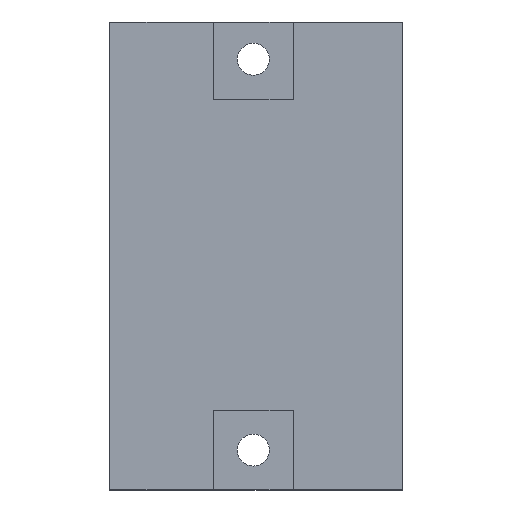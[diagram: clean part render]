
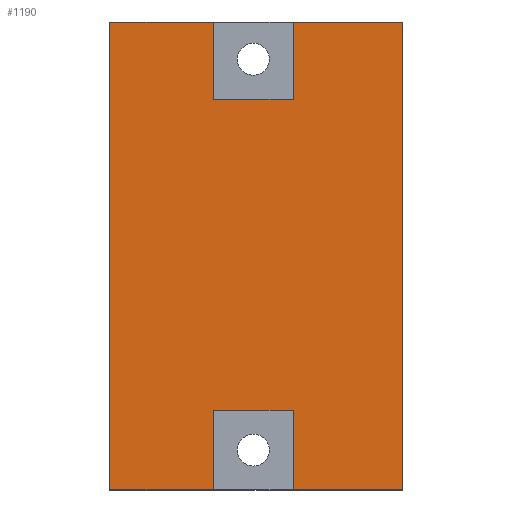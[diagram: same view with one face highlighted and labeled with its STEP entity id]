
A CAD part, front view. The second image highlights one B-rep face of the part: STEP entity #1190.
In plain terms, the highlighted planar face has unit normal (0, -1, 0).
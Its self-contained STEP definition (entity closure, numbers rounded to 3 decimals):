
#52=PLANE('',#1276);
#106=FACE_OUTER_BOUND('',#172,.T.);
#172=EDGE_LOOP('',(#881,#882,#883,#884,#885,#886,#887,#888,#889,#890,#891,
#892));
#241=LINE('',#1693,#385);
#245=LINE('',#1701,#389);
#248=LINE('',#1707,#392);
#255=LINE('',#1721,#399);
#257=LINE('',#1727,#401);
#260=LINE('',#1732,#404);
#263=LINE('',#1738,#407);
#267=LINE('',#1745,#411);
#268=LINE('',#1748,#412);
#269=LINE('',#1749,#413);
#270=LINE('',#1751,#414);
#271=LINE('',#1752,#415);
#385=VECTOR('',#1370,10.);
#389=VECTOR('',#1376,10.);
#392=VECTOR('',#1381,10.);
#399=VECTOR('',#1392,10.);
#401=VECTOR('',#1396,10.);
#404=VECTOR('',#1401,10.);
#407=VECTOR('',#1408,10.);
#411=VECTOR('',#1412,10.);
#412=VECTOR('',#1415,10.);
#413=VECTOR('',#1416,10.);
#414=VECTOR('',#1417,10.);
#415=VECTOR('',#1418,10.);
#555=VERTEX_POINT('',#1691);
#556=VERTEX_POINT('',#1692);
#559=VERTEX_POINT('',#1700);
#561=VERTEX_POINT('',#1706);
#564=VERTEX_POINT('',#1715);
#566=VERTEX_POINT('',#1719);
#567=VERTEX_POINT('',#1723);
#569=VERTEX_POINT('',#1726);
#571=VERTEX_POINT('',#1737);
#574=VERTEX_POINT('',#1743);
#575=VERTEX_POINT('',#1747);
#576=VERTEX_POINT('',#1750);
#669=EDGE_CURVE('',#555,#556,#241,.T.);
#673=EDGE_CURVE('',#559,#555,#245,.T.);
#676=EDGE_CURVE('',#561,#559,#248,.T.);
#683=EDGE_CURVE('',#564,#566,#255,.T.);
#685=EDGE_CURVE('',#569,#567,#257,.T.);
#688=EDGE_CURVE('',#566,#569,#260,.T.);
#691=EDGE_CURVE('',#571,#561,#263,.T.);
#695=EDGE_CURVE('',#556,#574,#267,.T.);
#696=EDGE_CURVE('',#575,#574,#268,.T.);
#697=EDGE_CURVE('',#564,#575,#269,.T.);
#698=EDGE_CURVE('',#576,#567,#270,.T.);
#699=EDGE_CURVE('',#571,#576,#271,.T.);
#881=ORIENTED_EDGE('',*,*,#669,.T.);
#882=ORIENTED_EDGE('',*,*,#695,.T.);
#883=ORIENTED_EDGE('',*,*,#696,.F.);
#884=ORIENTED_EDGE('',*,*,#697,.F.);
#885=ORIENTED_EDGE('',*,*,#683,.T.);
#886=ORIENTED_EDGE('',*,*,#688,.T.);
#887=ORIENTED_EDGE('',*,*,#685,.T.);
#888=ORIENTED_EDGE('',*,*,#698,.F.);
#889=ORIENTED_EDGE('',*,*,#699,.F.);
#890=ORIENTED_EDGE('',*,*,#691,.T.);
#891=ORIENTED_EDGE('',*,*,#676,.T.);
#892=ORIENTED_EDGE('',*,*,#673,.T.);
#1190=ADVANCED_FACE('',(#106),#52,.T.);
#1276=AXIS2_PLACEMENT_3D('',#1746,#1413,#1414);
#1370=DIRECTION('',(0.,0.,-1.));
#1376=DIRECTION('',(1.,0.,0.));
#1381=DIRECTION('',(0.,0.,1.));
#1392=DIRECTION('',(0.,0.,-1.));
#1396=DIRECTION('',(0.,0.,1.));
#1401=DIRECTION('',(-1.,0.,0.));
#1408=DIRECTION('',(1.,0.,0.));
#1412=DIRECTION('',(1.,0.,0.));
#1413=DIRECTION('center_axis',(0.,-1.,0.));
#1414=DIRECTION('ref_axis',(0.,0.,-1.));
#1415=DIRECTION('',(0.,0.,-1.));
#1416=DIRECTION('',(1.,0.,0.));
#1417=DIRECTION('',(1.,0.,0.));
#1418=DIRECTION('',(0.,0.,1.));
#1691=CARTESIAN_POINT('',(-22.25,7.,-80.5));
#1692=CARTESIAN_POINT('',(-22.25,7.,-88.));
#1693=CARTESIAN_POINT('',(-22.25,7.,-62.25));
#1700=CARTESIAN_POINT('',(-29.75,7.,-80.5));
#1701=CARTESIAN_POINT('',(-34.625,7.,-80.5));
#1706=CARTESIAN_POINT('',(-29.75,7.,-88.));
#1707=CARTESIAN_POINT('',(-29.75,7.,-66.));
#1715=CARTESIAN_POINT('',(-22.25,7.,-44.));
#1719=CARTESIAN_POINT('',(-22.25,7.,-51.25));
#1721=CARTESIAN_POINT('',(-22.25,7.,-43.875));
#1723=CARTESIAN_POINT('',(-29.75,7.,-44.));
#1726=CARTESIAN_POINT('',(-29.75,7.,-51.25));
#1727=CARTESIAN_POINT('',(-29.75,7.,-47.625));
#1732=CARTESIAN_POINT('',(-30.875,7.,-51.25));
#1737=CARTESIAN_POINT('',(-39.5,7.,-88.));
#1738=CARTESIAN_POINT('',(-39.5,7.,-88.));
#1743=CARTESIAN_POINT('',(-12.,7.,-88.));
#1745=CARTESIAN_POINT('',(-39.5,7.,-88.));
#1746=CARTESIAN_POINT('Origin',(-39.5,7.,-44.));
#1747=CARTESIAN_POINT('',(-12.,7.,-44.));
#1748=CARTESIAN_POINT('',(-12.,7.,-77.));
#1749=CARTESIAN_POINT('',(-39.5,7.,-44.));
#1750=CARTESIAN_POINT('',(-39.5,7.,-44.));
#1751=CARTESIAN_POINT('',(-39.5,7.,-44.));
#1752=CARTESIAN_POINT('',(-39.5,7.,-77.));
